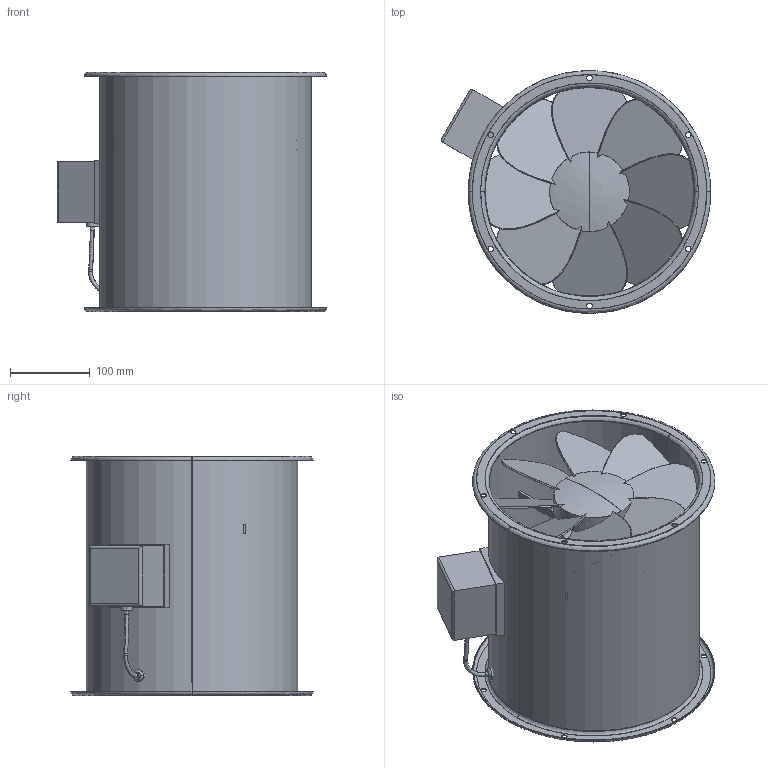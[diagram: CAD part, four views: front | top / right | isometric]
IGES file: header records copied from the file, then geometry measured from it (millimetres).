
Start section: SolidWorks IGES file using analytic representation for surfaces
Global section: file name: DZR 25-4B E Ex e.igs; native system: SolidWorks 2008; preprocessor: SolidWorks 2008; author: WS-KO; date: 090629.170406; units: millimetre
Bounding box: 337.9 x 304 x 300 mm (x, y, z)
Surface area: 844226.7 mm2 (no closed solid volume)
Topology: 0 solids, 0 shells, 300 faces, 5141 edges, 5140 vertices
Faces by surface type: bspline 197, revolution 103
